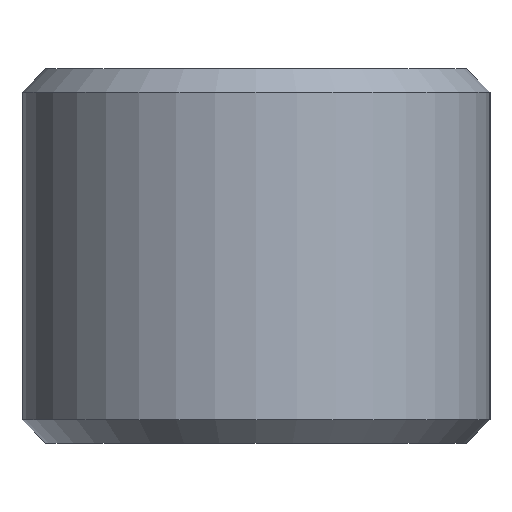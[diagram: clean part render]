
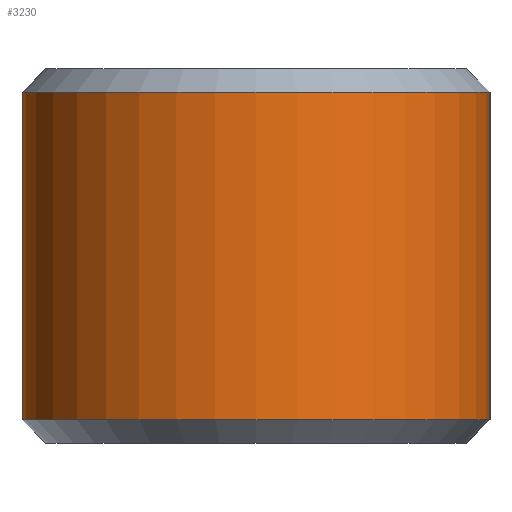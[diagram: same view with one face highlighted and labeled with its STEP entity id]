
A CAD part, left-side view. The second image highlights one B-rep face of the part: STEP entity #3230.
In plain terms, the highlighted cylindrical face has radius 5 mm (diameter 10 mm), a partial arc.
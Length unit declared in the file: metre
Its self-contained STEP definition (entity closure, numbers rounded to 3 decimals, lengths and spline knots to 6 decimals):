
#130 = AXIS2_PLACEMENT_3D ( 'NONE', #2806, #129, #2782 ) ;
#129 = DIRECTION ( 'NONE',  ( 0., -1., 0. ) ) ;
#340 = AXIS2_PLACEMENT_3D ( 'NONE', #1038, #1313, #1325 ) ;
#370 = ORIENTED_EDGE ( 'NONE', *, *, #3301, .T. ) ;
#501 = CARTESIAN_POINT ( 'NONE',  ( -0.01075, -0.0005, -0.005 ) ) ;
#524 = VECTOR ( 'NONE', #2803, 1. ) ;
#543 = DIRECTION ( 'NONE',  ( 0., 1., 0. ) ) ;
#565 = LINE ( 'NONE', #1618, #1701 ) ;
#653 = EDGE_CURVE ( 'NONE', #3052, #2545, #2853, .T. ) ;
#803 = DIRECTION ( 'NONE',  ( 0., 0., 1. ) ) ;
#935 = CARTESIAN_POINT ( 'NONE',  ( -0.01075, -0.0075, 0.005 ) ) ;
#1038 = CARTESIAN_POINT ( 'NONE',  ( -0.01075, -0.0075, 0. ) ) ;
#1313 = DIRECTION ( 'NONE',  ( 0., 1., 0. ) ) ;
#1325 = DIRECTION ( 'NONE',  ( 0., 0., 1. ) ) ;
#1362 = EDGE_CURVE ( 'NONE', #2986, #3052, #1983, .T. ) ;
#1453 = ORIENTED_EDGE ( 'NONE', *, *, #1362, .T. ) ;
#1516 = ORIENTED_EDGE ( 'NONE', *, *, #2735, .F. ) ;
#1560 = ORIENTED_EDGE ( 'NONE', *, *, #653, .T. ) ;
#1618 = CARTESIAN_POINT ( 'NONE',  ( -0.01075, -0.008, -0.005 ) ) ;
#1701 = VECTOR ( 'NONE', #2667, 1. ) ;
#1724 = CARTESIAN_POINT ( 'NONE',  ( -0.01075, -0.0005, 0.005 ) ) ;
#1983 = LINE ( 'NONE', #2755, #524 ) ;
#2118 = FACE_OUTER_BOUND ( 'NONE', #2338, .T. ) ;
#2338 = EDGE_LOOP ( 'NONE', ( #1516, #370, #1453, #1560 ) ) ;
#2346 = CARTESIAN_POINT ( 'NONE',  ( -0.01075, -0.0075, -0.005 ) ) ;
#2545 = VERTEX_POINT ( 'NONE', #501 ) ;
#2667 = DIRECTION ( 'NONE',  ( 0., 1., 0. ) ) ;
#2735 = EDGE_CURVE ( 'NONE', #3417, #2545, #565, .T. ) ;
#2755 = CARTESIAN_POINT ( 'NONE',  ( -0.01075, -0.008, 0.005 ) ) ;
#2782 = DIRECTION ( 'NONE',  ( 0., 0., 1. ) ) ;
#2803 = DIRECTION ( 'NONE',  ( 0., 1., 0. ) ) ;
#2806 = CARTESIAN_POINT ( 'NONE',  ( -0.01075, -0.0005, 0. ) ) ;
#2848 = AXIS2_PLACEMENT_3D ( 'NONE', #3174, #543, #803 ) ;
#2853 = CIRCLE ( 'NONE', #130, 0.005 ) ;
#2986 = VERTEX_POINT ( 'NONE', #935 ) ;
#3052 = VERTEX_POINT ( 'NONE', #1724 ) ;
#3115 = CYLINDRICAL_SURFACE ( 'NONE', #2848, 0.005 ) ;
#3174 = CARTESIAN_POINT ( 'NONE',  ( -0.01075, -0.008, 0. ) ) ;
#3230 = ADVANCED_FACE ( 'NONE', ( #2118 ), #3115, .T. ) ;
#3274 = CIRCLE ( 'NONE', #340, 0.005 ) ;
#3301 = EDGE_CURVE ( 'NONE', #3417, #2986, #3274, .T. ) ;
#3417 = VERTEX_POINT ( 'NONE', #2346 ) ;
